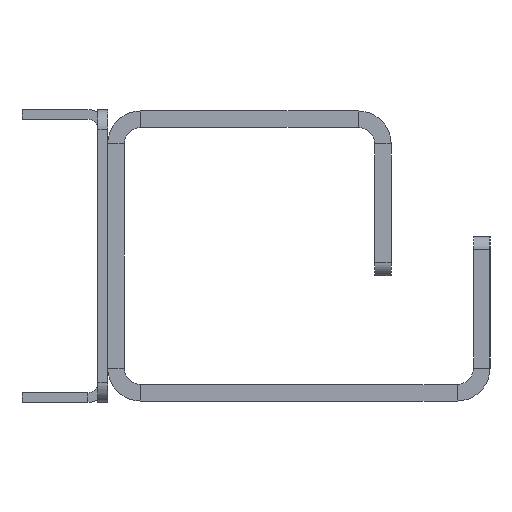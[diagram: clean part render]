
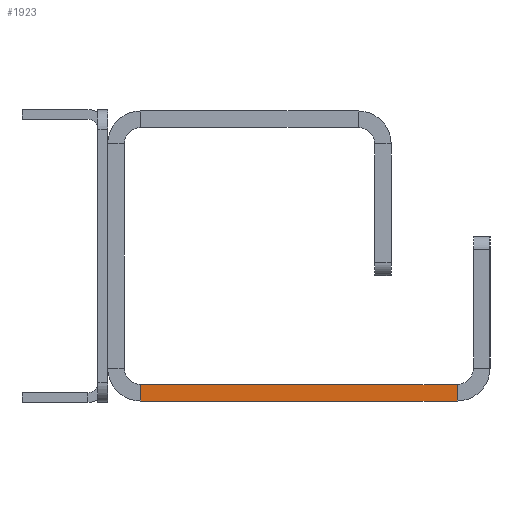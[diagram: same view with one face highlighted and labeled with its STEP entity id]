
A CAD part, left-side view. The second image highlights one B-rep face of the part: STEP entity #1923.
In plain terms, the highlighted face is planar.
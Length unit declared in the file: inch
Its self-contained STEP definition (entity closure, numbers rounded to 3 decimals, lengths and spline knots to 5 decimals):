
#129 = CARTESIAN_POINT ( 'NONE',  ( 0.86614, 0.19685, 0.23622 ) ) ;
#192 = VECTOR ( 'NONE', #1870, 39.37008 ) ;
#374 = VERTEX_POINT ( 'NONE', #129 ) ;
#548 = DIRECTION ( 'NONE',  ( -1., 0., 0. ) ) ;
#564 = CARTESIAN_POINT ( 'NONE',  ( 0.86614, 2.08661, 0.23622 ) ) ;
#590 = PLANE ( 'NONE',  #3337 ) ;
#627 = DIRECTION ( 'NONE',  ( 0., 0., 1. ) ) ;
#934 = ORIENTED_EDGE ( 'NONE', *, *, #2253, .T. ) ;
#957 = LINE ( 'NONE', #3800, #192 ) ;
#1077 = DIRECTION ( 'NONE',  ( -1., 0., 0. ) ) ;
#1118 = CARTESIAN_POINT ( 'NONE',  ( 0.86614, 2.08661, 0.23622 ) ) ;
#1198 = VERTEX_POINT ( 'NONE', #3730 ) ;
#1301 = ORIENTED_EDGE ( 'NONE', *, *, #4010, .F. ) ;
#1387 = VERTEX_POINT ( 'NONE', #2614 ) ;
#1640 = EDGE_CURVE ( 'NONE', #1198, #2859, #957, .T. ) ;
#1686 = VECTOR ( 'NONE', #548, 39.37008 ) ;
#1809 = VECTOR ( 'NONE', #3243, 39.37008 ) ;
#1853 = CARTESIAN_POINT ( 'NONE',  ( 0.76772, 0.19685, 0.23622 ) ) ;
#1870 = DIRECTION ( 'NONE',  ( 0., -1., 0. ) ) ;
#1923 = ADVANCED_FACE ( 'NONE', ( #2162 ), #590, .T. ) ;
#2133 = EDGE_CURVE ( 'NONE', #374, #2859, #3874, .T. ) ;
#2162 = FACE_OUTER_BOUND ( 'NONE', #3824, .T. ) ;
#2253 = EDGE_CURVE ( 'NONE', #1387, #1198, #3958, .T. ) ;
#2544 = VECTOR ( 'NONE', #1077, 39.37008 ) ;
#2614 = CARTESIAN_POINT ( 'NONE',  ( 0.86614, 2.08661, 0.23622 ) ) ;
#2775 = ORIENTED_EDGE ( 'NONE', *, *, #1640, .T. ) ;
#2859 = VERTEX_POINT ( 'NONE', #1853 ) ;
#3105 = CARTESIAN_POINT ( 'NONE',  ( 0.81693, 1.24016, 0.23622 ) ) ;
#3182 = DIRECTION ( 'NONE',  ( 1., 0., 0. ) ) ;
#3243 = DIRECTION ( 'NONE',  ( 0., -1., 0. ) ) ;
#3285 = LINE ( 'NONE', #1118, #1809 ) ;
#3337 = AXIS2_PLACEMENT_3D ( 'NONE', #3105, #627, #3182 ) ;
#3419 = ORIENTED_EDGE ( 'NONE', *, *, #2133, .F. ) ;
#3730 = CARTESIAN_POINT ( 'NONE',  ( 0.76772, 2.08661, 0.23622 ) ) ;
#3800 = CARTESIAN_POINT ( 'NONE',  ( 0.76772, 2.08661, 0.23622 ) ) ;
#3824 = EDGE_LOOP ( 'NONE', ( #934, #2775, #3419, #1301 ) ) ;
#3874 = LINE ( 'NONE', #3894, #2544 ) ;
#3894 = CARTESIAN_POINT ( 'NONE',  ( 0.86614, 0.19685, 0.23622 ) ) ;
#3958 = LINE ( 'NONE', #564, #1686 ) ;
#4010 = EDGE_CURVE ( 'NONE', #1387, #374, #3285, .T. ) ;
